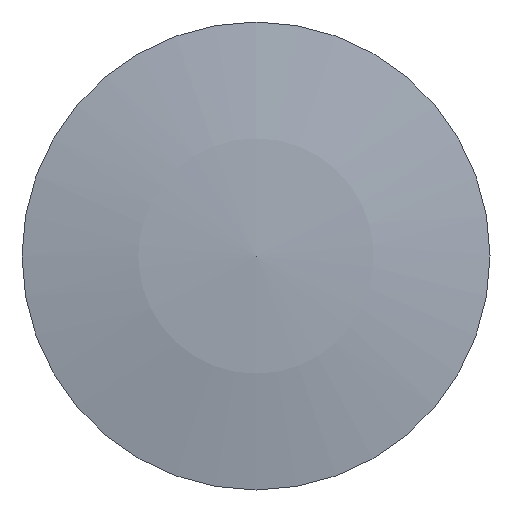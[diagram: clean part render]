
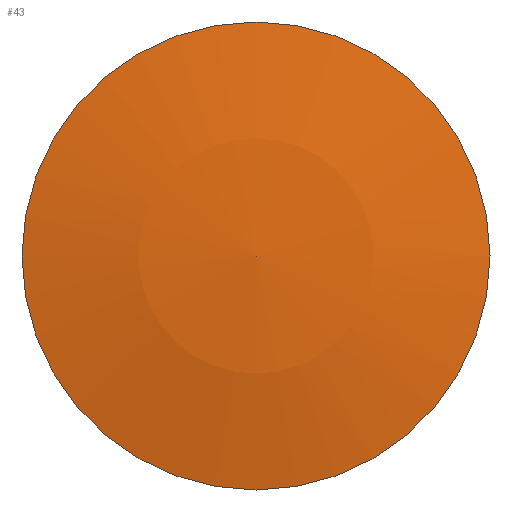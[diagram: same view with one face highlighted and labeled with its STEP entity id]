
A CAD part, left-side view. The second image highlights one B-rep face of the part: STEP entity #43.
In plain terms, the highlighted spherical face has radius 71 mm.
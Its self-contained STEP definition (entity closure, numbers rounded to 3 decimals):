
#43 = ADVANCED_FACE( '', ( #87, #88 ), #89, .T. );
#87 = FACE_BOUND( '', #129, .T. );
#88 = FACE_OUTER_BOUND( '', #130, .T. );
#89 = SPHERICAL_SURFACE( '', #131, 71. );
#129 = VERTEX_LOOP( '', #175 );
#130 = EDGE_LOOP( '', ( #176 ) );
#131 = AXIS2_PLACEMENT_3D( '', #177, #178, #179 );
#175 = VERTEX_POINT( '', #210 );
#176 = ORIENTED_EDGE( '', *, *, #202, .F. );
#177 = CARTESIAN_POINT( '', ( 71., 0., 0. ) );
#178 = DIRECTION( '', ( 1., 0., 0. ) );
#179 = DIRECTION( '', ( 0., 1., 0. ) );
#202 = EDGE_CURVE( '', #222, #222, #223, .T. );
#210 = CARTESIAN_POINT( '', ( 0., 0., 0. ) );
#222 = VERTEX_POINT( '', #247 );
#223 = CIRCLE( '', #248, 14.5 );
#247 = CARTESIAN_POINT( '', ( 1.496, 0., -14.5 ) );
#248 = AXIS2_PLACEMENT_3D( '', #272, #273, #274 );
#272 = CARTESIAN_POINT( '', ( 1.496, 0., 0. ) );
#273 = DIRECTION( '', ( 1., 0., 0. ) );
#274 = DIRECTION( '', ( 0., 0., -1. ) );
